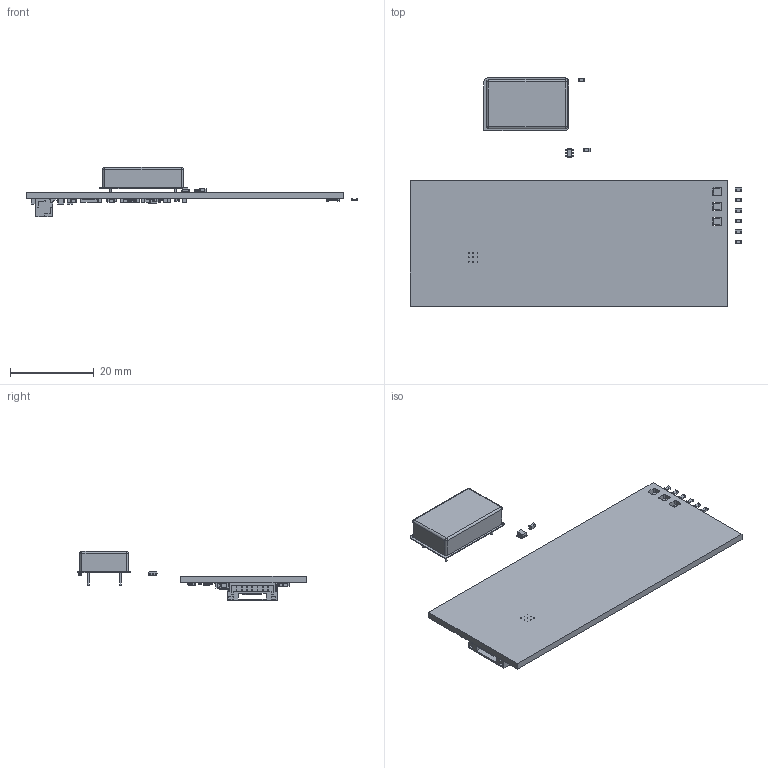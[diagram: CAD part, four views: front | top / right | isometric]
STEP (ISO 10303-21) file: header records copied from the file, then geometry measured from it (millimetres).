
FILE_DESCRIPTION(('KiCad electronic assembly'),'2;1');
FILE_NAME('TFLORA01.step','2024-10-16T20:03:39',('Pcbnew'),('Kicad'), 'Open CASCADE STEP processor 7.6','KiCad to STEP converter','Unknown' );
FILE_SCHEMA(('AUTOMOTIVE_DESIGN { 1 0 10303 214 1 1 1 1 }'));
Length unit declared in the file: millimetre
Products named in the file (26): TFLORA01 1; Oscillator_DIP-14; R_0603_1608Metric; SOT-363_SC-70-6; SOT_363_SC_70_6; C_0603_1608Metric; QFN-24-1EP_4x4mm_P0.5mm_EP2.6x2.6mm; QFN-24-1EP_4x4mm_Pitch0.5mm; L_0402_1005Metric; L_0805_2012Metric; SOT-23-5; SOT_23_5; C_0805_2012Metric; LED_1206_3216Metric; D_SOD-523; D_SOD_523; JST_GH_SM07B-GHS-TB_1x07-1MP_P1.25mm_Horizontal; JST_SM07B_GHS_TB; kibot_xo5eypf__PCB
Assembly tree (62 placements, depth 3):
  TFLORA01 1
    Oscillator_DIP-14
      Oscillator_DIP-14
    R_0603_1608Metric  x9
      R_0603_1608Metric
    SOT-363_SC-70-6  x2
      SOT_363_SC_70_6
    C_0603_1608Metric  x20
      C_0603_1608Metric
    QFN-24-1EP_4x4mm_P0.5mm_EP2.6x2.6mm
      QFN-24-1EP_4x4mm_Pitch0.5mm
    L_0402_1005Metric  x6
      L_0402_1005Metric
    L_0805_2012Metric
      L_0805_2012Metric
    SOT-23-5
      SOT_23_5
    C_0805_2012Metric  x3
      C_0805_2012Metric
    LED_1206_3216Metric  x3
      LED_1206_3216Metric
    D_SOD-523
      D_SOD_523
    JST_GH_SM07B-GHS-TB_1x07-1MP_P1.25mm_Horizontal
      JST_SM07B_GHS_TB
    kibot_xo5eypf__PCB
Bounding box: 79.38 x 54.68 x 11.82 mm (x, y, z)
Volume: 4982.7 mm3; surface area: 6566.7 mm2
Topology: 50 solids, 50 shells, 2124 faces, 5573 edges, 3628 vertices
Faces by surface type: plane 1436, cylinder 585, bspline 99, sphere 4
Full cylindrical faces by diameter (mm): 0.2 x9, 0.45 x4, 0.5 x1
Entity records: 37056 total; most frequent: CARTESIAN_POINT 5619, ORIENTED_EDGE 5198, DIRECTION 4793, EDGE_CURVE 2599, LINE 2181, VECTOR 2181, VERTEX_POINT 1684, AXIS2_PLACEMENT_3D 1306
